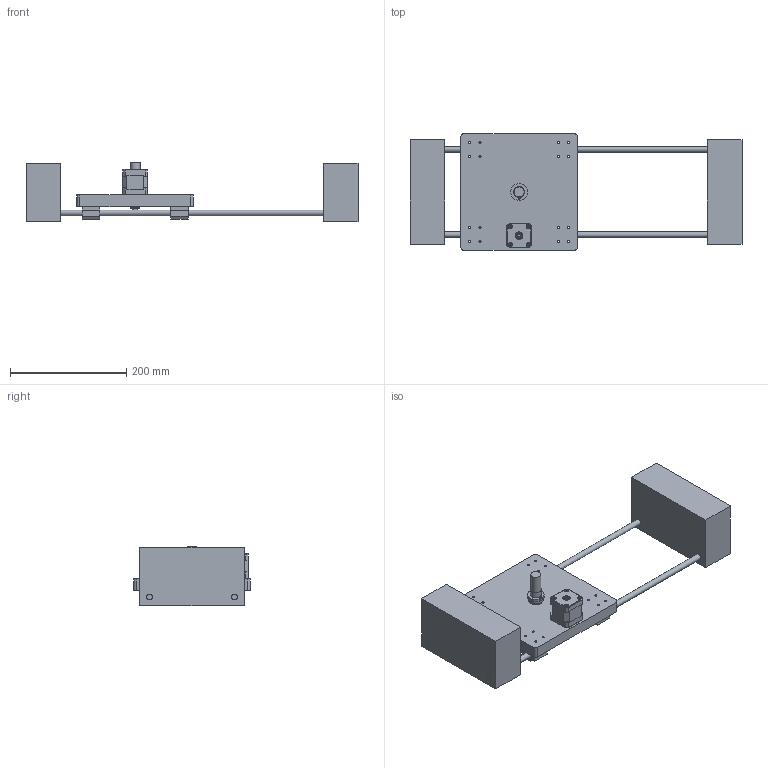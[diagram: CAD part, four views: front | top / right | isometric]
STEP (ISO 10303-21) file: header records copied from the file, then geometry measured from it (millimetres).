
FILE_DESCRIPTION(/* description */ (''),/* implementation_level */ '2;1');
FILE_NAME(/* name */ 'Bobineur v10.stp',/* time_stamp */ '2024-05-05T11:37:07+02:00',/* author */ (''),/* organization */ (''),/* preprocessor_version */ 'ST-DEVELOPER v20',/* originating_system */ 'Autodesk Translation Framework v12.20.1.177',/* authorisation */ '');
FILE_SCHEMA (('AUTOMOTIVE_DESIGN { 1 0 10303 214 3 1 1 }'));
Length unit declared in the file: millimetre
Products named in the file (17): Bobineur; stator_rotor; Composant2; Platine_stator; 8mm Mil Araba - Step; NEMA 17 with T5 Pulley; Base; Cuerpo; Tapa; pan cross head_am_B18.6.7M - M3 x 0.5 x 5 Type I Cross Recessed PHMS 
--5N; Eje; instrument ball bearing_68_am_AFBMA 12.1.4.1 - 0050-11 - 10,SI,NC,10_
68; socket button head cap screw_am_B18.3.4M - 3 x 0.5 x 5 SBHCS --N; T5 Pulley; RS22087; axe_lineaire; platine mobile
Assembly tree (26 placements, depth 3):
  Bobineur
    stator_rotor
    Composant2
    RS22087  x2
    Platine_stator
      8mm Mil Araba - Step  x4
    NEMA 17 with T5 Pulley
      Base
      Cuerpo
      Tapa
      pan cross head_am_B18.6.7M - M3 x 0.5 x 5 Type I Cross Recessed PHMS 
--5N  x4
      Eje
      instrument ball bearing_68_am_AFBMA 12.1.4.1 - 0050-11 - 10,SI,NC,10_
68  x2
      socket button head cap screw_am_B18.3.4M - 3 x 0.5 x 5 SBHCS --N
      T5 Pulley
    axe_lineaire  x2
    platine mobile  x2
Bounding box: 570 x 200 x 102 mm (x, y, z)
Volume: 3166889.6 mm3; surface area: 335209.6 mm2
Topology: 25 solids, 25 shells, 523 faces, 1178 edges, 748 vertices
Faces by surface type: plane 279, cylinder 192, torus 37, cone 8, sphere 5, bspline 2
Full cylindrical faces by diameter (mm): 2 x1, 3 x18, 3.2 x16, 3.6 x16, 5 x6, 5.6 x4, 5.7 x1, 6.2 x4, 6.8 x4, 7.6 x1, 8 x8, 8.645 x1, 9.2 x4, 10 x6, 11 x4, 15 x8, 16 x3, 17 x1, 19 x1, 22 x6, 26 x1, 27 x1, 29 x1
Entity records: 11907 total; most frequent: CARTESIAN_POINT 2876, DIRECTION 1987, ORIENTED_EDGE 1606, EDGE_CURVE 803, AXIS2_PLACEMENT_3D 795, VERTEX_POINT 509, EDGE_LOOP 462, LINE 397
